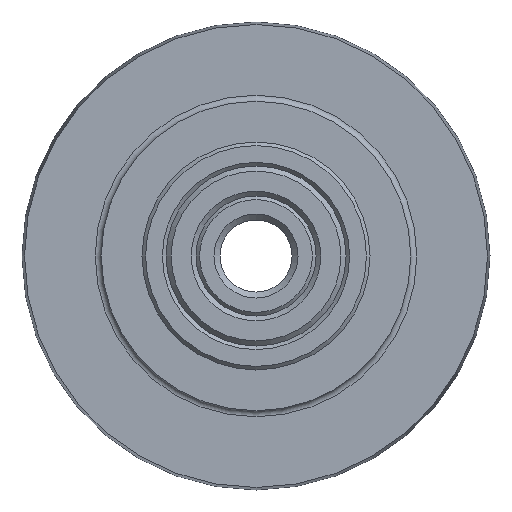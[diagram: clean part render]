
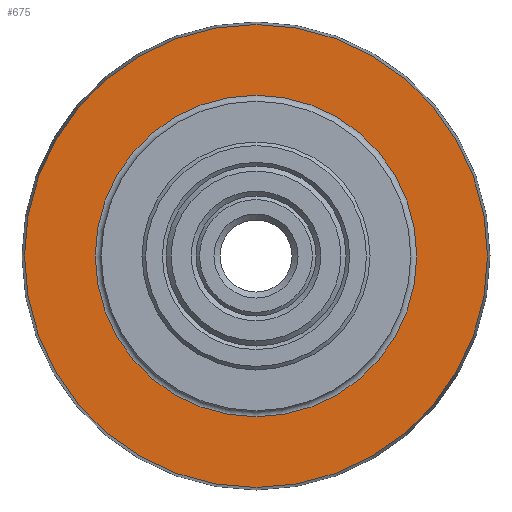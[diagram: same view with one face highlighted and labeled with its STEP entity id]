
A CAD part, left-side view. The second image highlights one B-rep face of the part: STEP entity #675.
In plain terms, the highlighted planar face has unit normal (-1, 0, 0).
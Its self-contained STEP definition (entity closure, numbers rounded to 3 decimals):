
#263=ORIENTED_EDGE('',*,*,#316,.T.);
#264=ORIENTED_EDGE('',*,*,#315,.F.);
#315=EDGE_CURVE('',#365,#365,#414,.T.);
#316=EDGE_CURVE('',#366,#366,#415,.T.);
#365=VERTEX_POINT('',#1293);
#366=VERTEX_POINT('',#1296);
#414=CIRCLE('',#867,19.29);
#415=CIRCLE('',#869,13.4);
#509=EDGE_LOOP('',(#263));
#510=EDGE_LOOP('',(#264));
#608=FACE_BOUND('',#509,.T.);
#609=FACE_BOUND('',#510,.T.);
#627=PLANE('',#868);
#675=ADVANCED_FACE('',(#608,#609),#627,.T.);
#867=AXIS2_PLACEMENT_3D('',#1292,#1112,#1113);
#868=AXIS2_PLACEMENT_3D('',#1294,#1114,#1115);
#869=AXIS2_PLACEMENT_3D('',#1295,#1116,#1117);
#1112=DIRECTION('',(1.,0.,0.));
#1113=DIRECTION('',(0.,0.,-1.));
#1114=DIRECTION('',(-1.,0.,0.));
#1115=DIRECTION('',(0.,0.,1.));
#1116=DIRECTION('',(1.,0.,0.));
#1117=DIRECTION('',(0.,0.,-1.));
#1292=CARTESIAN_POINT('',(5.8,0.,0.));
#1293=CARTESIAN_POINT('',(5.8,0.,-19.29));
#1294=CARTESIAN_POINT('',(5.8,19.29,0.));
#1295=CARTESIAN_POINT('',(5.8,0.,0.));
#1296=CARTESIAN_POINT('',(5.8,0.,-13.4));
